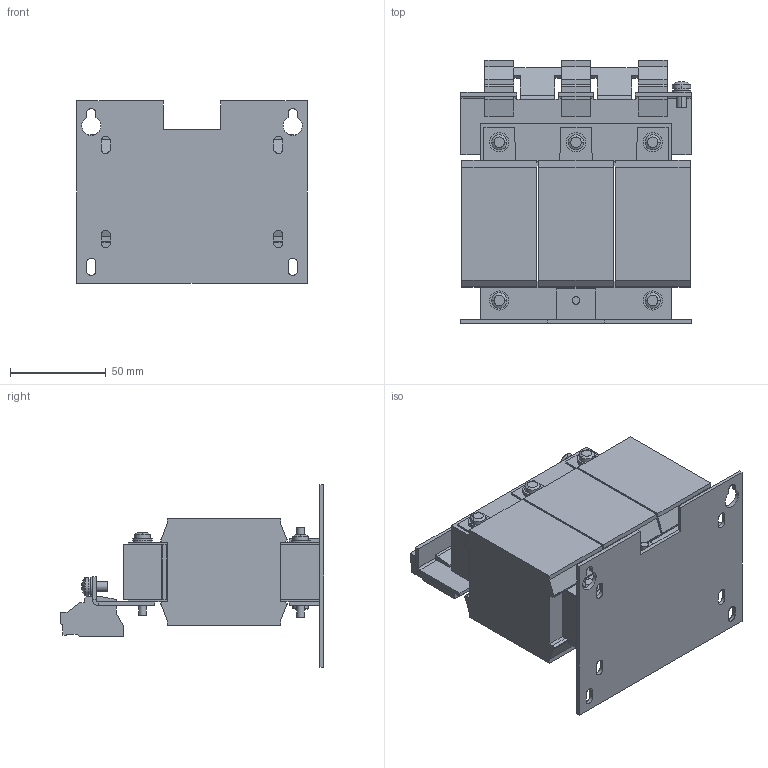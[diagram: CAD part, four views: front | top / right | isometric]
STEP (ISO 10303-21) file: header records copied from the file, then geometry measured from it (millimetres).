
FILE_DESCRIPTION (( 'STEP AP214' ), '1' );
FILE_NAME ('211502.STEP', '2020-05-29T00:11:44', ( '' ), ( '' ), 'SwSTEP 2.0', 'SolidWorks 2018', '' );
FILE_SCHEMA (( 'AUTOMOTIVE_DESIGN' ));
Length unit declared in the file: millimetre
Products named in the file (1): 211502
Bounding box: 120 x 137.3 x 95 mm (x, y, z)
Volume: 583713.3 mm3; surface area: 99121.4 mm2
Topology: 1 solids, 1 shells, 609 faces, 1678 edges, 1067 vertices
Faces by surface type: plane 477, cylinder 107, sphere 14, cone 6, torus 5
Entity records: 19180 total; most frequent: CARTESIAN_POINT 3401, ORIENTED_EDGE 3352, DIRECTION 3166, EDGE_CURVE 1676, VECTOR 1374, LINE 1374, VERTEX_POINT 1067, AXIS2_PLACEMENT_3D 896
